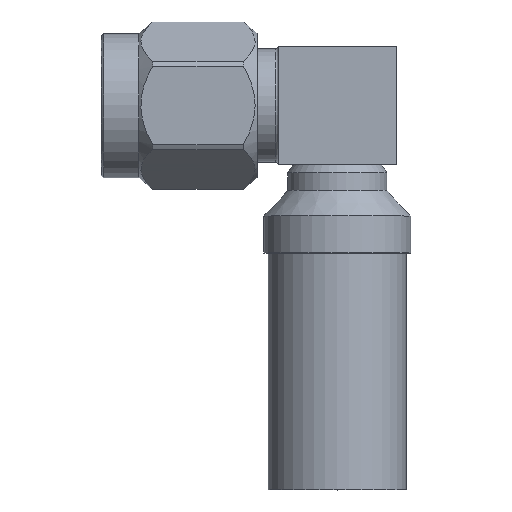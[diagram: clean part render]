
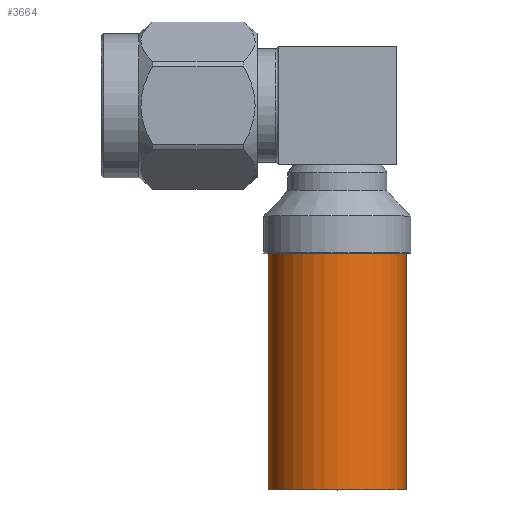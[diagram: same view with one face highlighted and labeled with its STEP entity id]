
A CAD part, top view. The second image highlights one B-rep face of the part: STEP entity #3664.
In plain terms, the highlighted cylindrical face has radius 3.714 mm (diameter 7.429 mm), a full revolution.
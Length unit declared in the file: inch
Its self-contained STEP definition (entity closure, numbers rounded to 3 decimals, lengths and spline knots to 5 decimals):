
#38 = EDGE_CURVE ( 'NONE', #2991, #2991, #3006, .T. ) ;
#101 = FACE_OUTER_BOUND ( 'NONE', #2302, .T. ) ;
#297 = AXIS2_PLACEMENT_3D ( 'NONE', #1984, #3120, #453 ) ;
#453 = DIRECTION ( 'NONE',  ( 0., 0., -1. ) ) ;
#475 = ORIENTED_EDGE ( 'NONE', *, *, #2311, .F. ) ;
#581 = DIRECTION ( 'NONE',  ( 0., 0., -1. ) ) ;
#995 = CARTESIAN_POINT ( 'NONE',  ( 0., -0.31369, -0.14624 ) ) ;
#1007 = FACE_OUTER_BOUND ( 'NONE', #1959, .T. ) ;
#1591 = DIRECTION ( 'NONE',  ( 0., 0., -1. ) ) ;
#1745 = CARTESIAN_POINT ( 'NONE',  ( 0., -0.20184, 0. ) ) ;
#1959 = EDGE_LOOP ( 'NONE', ( #475 ) ) ;
#1982 = AXIS2_PLACEMENT_3D ( 'NONE', #1745, #2077, #581 ) ;
#1984 = CARTESIAN_POINT ( 'NONE',  ( 0., -0.31369, 0. ) ) ;
#2077 = DIRECTION ( 'NONE',  ( 0., -1., 0. ) ) ;
#2302 = EDGE_LOOP ( 'NONE', ( #3056 ) ) ;
#2311 = EDGE_CURVE ( 'NONE', #3029, #3029, #2358, .T. ) ;
#2358 = CIRCLE ( 'NONE', #3088, 0.14624 ) ;
#2722 = CARTESIAN_POINT ( 'NONE',  ( 0., -0.81369, -0.14624 ) ) ;
#2991 = VERTEX_POINT ( 'NONE', #995 ) ;
#3006 = CIRCLE ( 'NONE', #297, 0.14624 ) ;
#3029 = VERTEX_POINT ( 'NONE', #2722 ) ;
#3056 = ORIENTED_EDGE ( 'NONE', *, *, #38, .T. ) ;
#3088 = AXIS2_PLACEMENT_3D ( 'NONE', #3316, #3606, #1591 ) ;
#3120 = DIRECTION ( 'NONE',  ( 0., -1., 0. ) ) ;
#3316 = CARTESIAN_POINT ( 'NONE',  ( 0., -0.81369, 0. ) ) ;
#3581 = CYLINDRICAL_SURFACE ( 'NONE', #1982, 0.14624 ) ;
#3606 = DIRECTION ( 'NONE',  ( 0., -1., 0. ) ) ;
#3664 = ADVANCED_FACE ( 'NONE', ( #101, #1007 ), #3581, .T. ) ;
